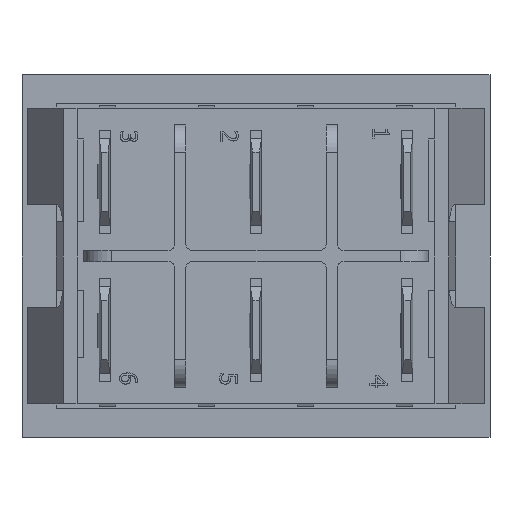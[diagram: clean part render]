
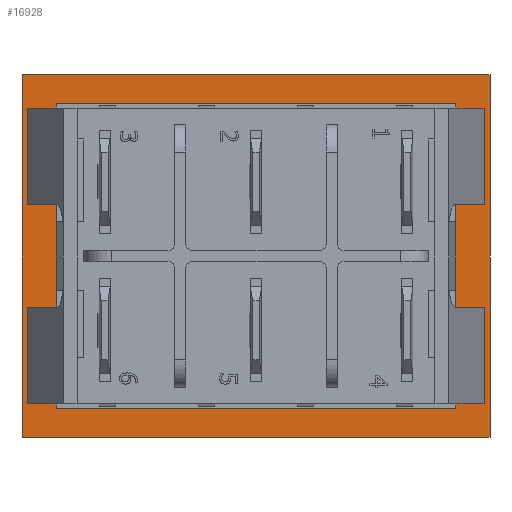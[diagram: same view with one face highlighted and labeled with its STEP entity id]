
A CAD part, front view. The second image highlights one B-rep face of the part: STEP entity #16928.
In plain terms, the highlighted planar face has unit normal (0, -1, 0).
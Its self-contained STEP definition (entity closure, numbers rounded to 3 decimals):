
#150=FACE_BOUND('',#1447,.T.);
#512=FACE_OUTER_BOUND('',#1446,.T.);
#1446=EDGE_LOOP('',(#11308,#11309,#11310,#11311));
#1447=EDGE_LOOP('',(#11312,#11313,#11314,#11315,#11316,#11317,#11318,#11319,
#11320,#11321,#11322,#11323,#11324,#11325,#11326,#11327,#11328,#11329,#11330,
#11331,#11332,#11333,#11334,#11335));
#2695=LINE('',#23896,#4828);
#2696=LINE('',#23898,#4829);
#2697=LINE('',#23900,#4830);
#2698=LINE('',#23901,#4831);
#2699=LINE('',#23904,#4832);
#2700=LINE('',#23906,#4833);
#2701=LINE('',#23908,#4834);
#2702=LINE('',#23910,#4835);
#2703=LINE('',#23912,#4836);
#2704=LINE('',#23914,#4837);
#2705=LINE('',#23916,#4838);
#2706=LINE('',#23918,#4839);
#2707=LINE('',#23920,#4840);
#2708=LINE('',#23922,#4841);
#2709=LINE('',#23924,#4842);
#2710=LINE('',#23926,#4843);
#2711=LINE('',#23928,#4844);
#2712=LINE('',#23930,#4845);
#2713=LINE('',#23932,#4846);
#2714=LINE('',#23934,#4847);
#2715=LINE('',#23936,#4848);
#2716=LINE('',#23938,#4849);
#2717=LINE('',#23940,#4850);
#2718=LINE('',#23942,#4851);
#2719=LINE('',#23944,#4852);
#2720=LINE('',#23946,#4853);
#2721=LINE('',#23948,#4854);
#2722=LINE('',#23949,#4855);
#4828=VECTOR('',#19215,10.);
#4829=VECTOR('',#19216,10.);
#4830=VECTOR('',#19217,10.);
#4831=VECTOR('',#19218,10.);
#4832=VECTOR('',#19219,10.);
#4833=VECTOR('',#19220,10.);
#4834=VECTOR('',#19221,10.);
#4835=VECTOR('',#19222,10.);
#4836=VECTOR('',#19223,10.);
#4837=VECTOR('',#19224,10.);
#4838=VECTOR('',#19225,10.);
#4839=VECTOR('',#19226,10.);
#4840=VECTOR('',#19227,10.);
#4841=VECTOR('',#19228,10.);
#4842=VECTOR('',#19229,10.);
#4843=VECTOR('',#19230,10.);
#4844=VECTOR('',#19231,10.);
#4845=VECTOR('',#19232,10.);
#4846=VECTOR('',#19233,10.);
#4847=VECTOR('',#19234,10.);
#4848=VECTOR('',#19235,10.);
#4849=VECTOR('',#19236,10.);
#4850=VECTOR('',#19237,10.);
#4851=VECTOR('',#19238,10.);
#4852=VECTOR('',#19239,10.);
#4853=VECTOR('',#19240,10.);
#4854=VECTOR('',#19241,10.);
#4855=VECTOR('',#19242,10.);
#6967=VERTEX_POINT('',#23894);
#6968=VERTEX_POINT('',#23895);
#6969=VERTEX_POINT('',#23897);
#6970=VERTEX_POINT('',#23899);
#6971=VERTEX_POINT('',#23902);
#6972=VERTEX_POINT('',#23903);
#6973=VERTEX_POINT('',#23905);
#6974=VERTEX_POINT('',#23907);
#6975=VERTEX_POINT('',#23909);
#6976=VERTEX_POINT('',#23911);
#6977=VERTEX_POINT('',#23913);
#6978=VERTEX_POINT('',#23915);
#6979=VERTEX_POINT('',#23917);
#6980=VERTEX_POINT('',#23919);
#6981=VERTEX_POINT('',#23921);
#6982=VERTEX_POINT('',#23923);
#6983=VERTEX_POINT('',#23925);
#6984=VERTEX_POINT('',#23927);
#6985=VERTEX_POINT('',#23929);
#6986=VERTEX_POINT('',#23931);
#6987=VERTEX_POINT('',#23933);
#6988=VERTEX_POINT('',#23935);
#6989=VERTEX_POINT('',#23937);
#6990=VERTEX_POINT('',#23939);
#6991=VERTEX_POINT('',#23941);
#6992=VERTEX_POINT('',#23943);
#6993=VERTEX_POINT('',#23945);
#6994=VERTEX_POINT('',#23947);
#8645=EDGE_CURVE('',#6967,#6968,#2695,.T.);
#8646=EDGE_CURVE('',#6968,#6969,#2696,.T.);
#8647=EDGE_CURVE('',#6969,#6970,#2697,.T.);
#8648=EDGE_CURVE('',#6970,#6967,#2698,.T.);
#8649=EDGE_CURVE('',#6971,#6972,#2699,.T.);
#8650=EDGE_CURVE('',#6973,#6971,#2700,.T.);
#8651=EDGE_CURVE('',#6974,#6973,#2701,.T.);
#8652=EDGE_CURVE('',#6974,#6975,#2702,.T.);
#8653=EDGE_CURVE('',#6976,#6975,#2703,.T.);
#8654=EDGE_CURVE('',#6976,#6977,#2704,.T.);
#8655=EDGE_CURVE('',#6978,#6977,#2705,.T.);
#8656=EDGE_CURVE('',#6979,#6978,#2706,.T.);
#8657=EDGE_CURVE('',#6980,#6979,#2707,.T.);
#8658=EDGE_CURVE('',#6980,#6981,#2708,.T.);
#8659=EDGE_CURVE('',#6981,#6982,#2709,.T.);
#8660=EDGE_CURVE('',#6982,#6983,#2710,.T.);
#8661=EDGE_CURVE('',#6984,#6983,#2711,.T.);
#8662=EDGE_CURVE('',#6985,#6984,#2712,.T.);
#8663=EDGE_CURVE('',#6986,#6985,#2713,.T.);
#8664=EDGE_CURVE('',#6986,#6987,#2714,.T.);
#8665=EDGE_CURVE('',#6988,#6987,#2715,.T.);
#8666=EDGE_CURVE('',#6988,#6989,#2716,.T.);
#8667=EDGE_CURVE('',#6990,#6989,#2717,.T.);
#8668=EDGE_CURVE('',#6991,#6990,#2718,.T.);
#8669=EDGE_CURVE('',#6992,#6991,#2719,.T.);
#8670=EDGE_CURVE('',#6992,#6993,#2720,.T.);
#8671=EDGE_CURVE('',#6993,#6994,#2721,.T.);
#8672=EDGE_CURVE('',#6994,#6972,#2722,.T.);
#11308=ORIENTED_EDGE('',*,*,#8645,.T.);
#11309=ORIENTED_EDGE('',*,*,#8646,.T.);
#11310=ORIENTED_EDGE('',*,*,#8647,.T.);
#11311=ORIENTED_EDGE('',*,*,#8648,.T.);
#11312=ORIENTED_EDGE('',*,*,#8649,.F.);
#11313=ORIENTED_EDGE('',*,*,#8650,.F.);
#11314=ORIENTED_EDGE('',*,*,#8651,.F.);
#11315=ORIENTED_EDGE('',*,*,#8652,.T.);
#11316=ORIENTED_EDGE('',*,*,#8653,.F.);
#11317=ORIENTED_EDGE('',*,*,#8654,.T.);
#11318=ORIENTED_EDGE('',*,*,#8655,.F.);
#11319=ORIENTED_EDGE('',*,*,#8656,.F.);
#11320=ORIENTED_EDGE('',*,*,#8657,.F.);
#11321=ORIENTED_EDGE('',*,*,#8658,.T.);
#11322=ORIENTED_EDGE('',*,*,#8659,.T.);
#11323=ORIENTED_EDGE('',*,*,#8660,.T.);
#11324=ORIENTED_EDGE('',*,*,#8661,.F.);
#11325=ORIENTED_EDGE('',*,*,#8662,.F.);
#11326=ORIENTED_EDGE('',*,*,#8663,.F.);
#11327=ORIENTED_EDGE('',*,*,#8664,.T.);
#11328=ORIENTED_EDGE('',*,*,#8665,.F.);
#11329=ORIENTED_EDGE('',*,*,#8666,.T.);
#11330=ORIENTED_EDGE('',*,*,#8667,.F.);
#11331=ORIENTED_EDGE('',*,*,#8668,.F.);
#11332=ORIENTED_EDGE('',*,*,#8669,.F.);
#11333=ORIENTED_EDGE('',*,*,#8670,.T.);
#11334=ORIENTED_EDGE('',*,*,#8671,.T.);
#11335=ORIENTED_EDGE('',*,*,#8672,.T.);
#16184=PLANE('',#17914);
#16928=ADVANCED_FACE('',(#512,#150),#16184,.T.);
#17914=AXIS2_PLACEMENT_3D('',#23893,#19213,#19214);
#19213=DIRECTION('center_axis',(0.,-1.,0.));
#19214=DIRECTION('ref_axis',(0.,0.,
1.));
#19215=DIRECTION('',(1.,0.,0.));
#19216=DIRECTION('',(0.,0.,1.));
#19217=DIRECTION('',(-1.,0.,0.));
#19218=DIRECTION('',(0.,0.,-1.));
#19219=DIRECTION('',(-1.,0.,0.));
#19220=DIRECTION('',(0.,0.,1.));
#19221=DIRECTION('',(1.,0.,0.));
#19222=DIRECTION('',(0.,0.,-1.));
#19223=DIRECTION('',(0.,0.,1.));
#19224=DIRECTION('',(0.,0.,-1.));
#19225=DIRECTION('',(-1.,0.,0.));
#19226=DIRECTION('',(0.,0.,1.));
#19227=DIRECTION('',(1.,0.,0.));
#19228=DIRECTION('',(0.,0.,-1.));
#19229=DIRECTION('',(-1.,0.,0.));
#19230=DIRECTION('',(0.,0.,1.));
#19231=DIRECTION('',(1.,0.,0.));
#19232=DIRECTION('',(0.,0.,-1.));
#19233=DIRECTION('',(-1.,0.,0.));
#19234=DIRECTION('',(0.,0.,1.));
#19235=DIRECTION('',(0.,0.,-1.));
#19236=DIRECTION('',(0.,0.,1.));
#19237=DIRECTION('',(1.,0.,0.));
#19238=DIRECTION('',(0.,0.,-1.));
#19239=DIRECTION('',(-1.,0.,0.));
#19240=DIRECTION('',(0.,0.,1.));
#19241=DIRECTION('',(1.,0.,0.));
#19242=DIRECTION('',(0.,0.,-1.));
#23893=CARTESIAN_POINT('Origin',(8.5,15.75,-6.575));
#23894=CARTESIAN_POINT('',(-17.,15.75,-13.15));
#23895=CARTESIAN_POINT('',(17.,15.75,-13.15));
#23896=CARTESIAN_POINT('',(-17.,15.75,-13.15));
#23897=CARTESIAN_POINT('',(17.,15.75,13.15));
#23898=CARTESIAN_POINT('',(17.,15.75,-13.15));
#23899=CARTESIAN_POINT('',(-17.,15.75,13.15));
#23900=CARTESIAN_POINT('',(17.,15.75,13.15));
#23901=CARTESIAN_POINT('',(-17.,15.75,13.15));
#23902=CARTESIAN_POINT('',(14.964,15.75,10.75));
#23903=CARTESIAN_POINT('',(14.5,15.75,10.75));
#23904=CARTESIAN_POINT('',(11.651,15.75,10.75));
#23905=CARTESIAN_POINT('',(14.964,15.75,3.75));
#23906=CARTESIAN_POINT('',(14.964,15.75,2.088));
#23907=CARTESIAN_POINT('',(14.5,15.75,3.75));
#23908=CARTESIAN_POINT('',(14.75,15.75,3.75));
#23909=CARTESIAN_POINT('',(14.5,15.75,2.5));
#23910=CARTESIAN_POINT('',(14.5,15.75,11.05));
#23911=CARTESIAN_POINT('',(14.5,15.75,-2.5));
#23912=CARTESIAN_POINT('',(14.5,15.75,-3.288));
#23913=CARTESIAN_POINT('',(14.5,15.75,-3.75));
#23914=CARTESIAN_POINT('',(14.5,15.75,11.05));
#23915=CARTESIAN_POINT('',(14.964,15.75,-3.75));
#23916=CARTESIAN_POINT('',(14.75,15.75,-3.75));
#23917=CARTESIAN_POINT('',(14.964,15.75,-10.75));
#23918=CARTESIAN_POINT('',(14.964,15.75,-8.663));
#23919=CARTESIAN_POINT('',(14.5,15.75,-10.75));
#23920=CARTESIAN_POINT('',(11.651,15.75,-10.75));
#23921=CARTESIAN_POINT('',(14.5,15.75,-11.05));
#23922=CARTESIAN_POINT('',(14.5,15.75,11.05));
#23923=CARTESIAN_POINT('',(-14.5,15.75,-11.05));
#23924=CARTESIAN_POINT('',(14.5,15.75,-11.05));
#23925=CARTESIAN_POINT('',(-14.5,15.75,-10.75));
#23926=CARTESIAN_POINT('',(-14.5,15.75,-11.05));
#23927=CARTESIAN_POINT('',(-14.964,15.75,-10.75));
#23928=CARTESIAN_POINT('',(-3.151,15.75,-10.75));
#23929=CARTESIAN_POINT('',(-14.964,15.75,-3.75));
#23930=CARTESIAN_POINT('',(-14.964,15.75,-8.663));
#23931=CARTESIAN_POINT('',(-14.5,15.75,-3.75));
#23932=CARTESIAN_POINT('',(-6.25,15.75,-3.75));
#23933=CARTESIAN_POINT('',(-14.5,15.75,-2.5));
#23934=CARTESIAN_POINT('',(-14.5,15.75,-11.05));
#23935=CARTESIAN_POINT('',(-14.5,15.75,2.5));
#23936=CARTESIAN_POINT('',(-14.5,15.75,-3.288));
#23937=CARTESIAN_POINT('',(-14.5,15.75,3.75));
#23938=CARTESIAN_POINT('',(-14.5,15.75,-11.05));
#23939=CARTESIAN_POINT('',(-14.964,15.75,3.75));
#23940=CARTESIAN_POINT('',(-6.25,15.75,3.75));
#23941=CARTESIAN_POINT('',(-14.964,15.75,10.75));
#23942=CARTESIAN_POINT('',(-14.964,15.75,2.088));
#23943=CARTESIAN_POINT('',(-14.5,15.75,10.75));
#23944=CARTESIAN_POINT('',(-3.151,15.75,10.75));
#23945=CARTESIAN_POINT('',(-14.5,15.75,11.05));
#23946=CARTESIAN_POINT('',(-14.5,15.75,-11.05));
#23947=CARTESIAN_POINT('',(14.5,15.75,11.05));
#23948=CARTESIAN_POINT('',(-14.5,15.75,11.05));
#23949=CARTESIAN_POINT('',(14.5,15.75,11.05));
